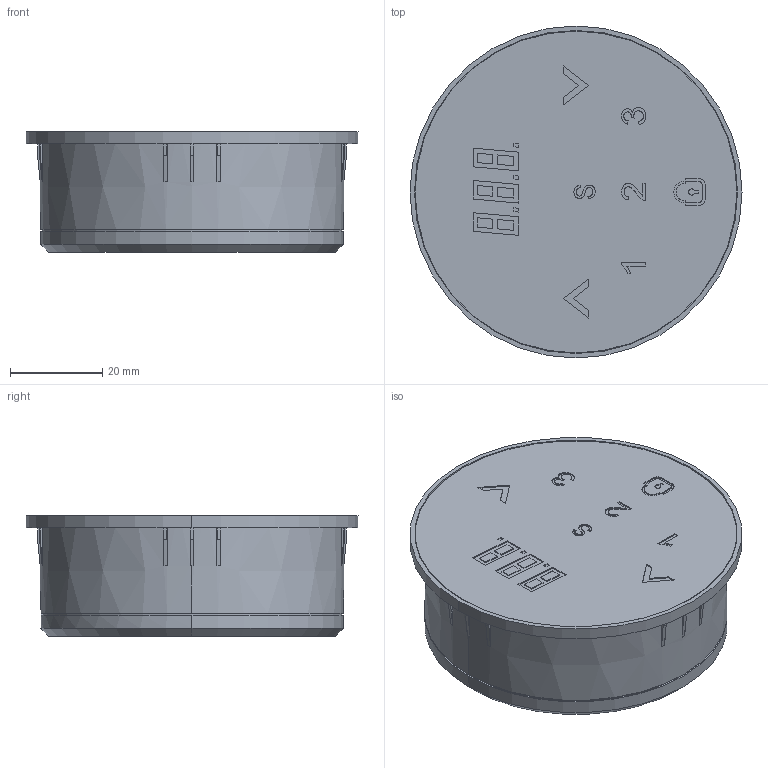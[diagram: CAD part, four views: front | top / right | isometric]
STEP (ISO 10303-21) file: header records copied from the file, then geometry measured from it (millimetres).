
FILE_DESCRIPTION (( 'STEP AP203' ), '1' );
FILE_NAME ('MotionAssist200.07.STEP', '2020-01-30T06:23:02', ( '' ), ( '' ), 'SwSTEP 2.0', 'SolidWorks 2018', '' );
FILE_SCHEMA (( 'CONFIG_CONTROL_DESIGN' ));
Length unit declared in the file: millimetre
Products named in the file (1): MotionAssist200.07
Bounding box: 72.01 x 72.01 x 26.15 mm (x, y, z)
Volume: 89635.9 mm3; surface area: 14644.9 mm2
Topology: 1 solids, 2 shells, 268 faces, 706 edges, 470 vertices
Faces by surface type: plane 184, bspline 42, cone 23, cylinder 19
Entity records: 9201 total; most frequent: CARTESIAN_POINT 2773, ORIENTED_EDGE 1412, DIRECTION 1130, EDGE_CURVE 706, VERTEX_POINT 470, VECTOR 468, LINE 468, AXIS2_PLACEMENT_3D 331
